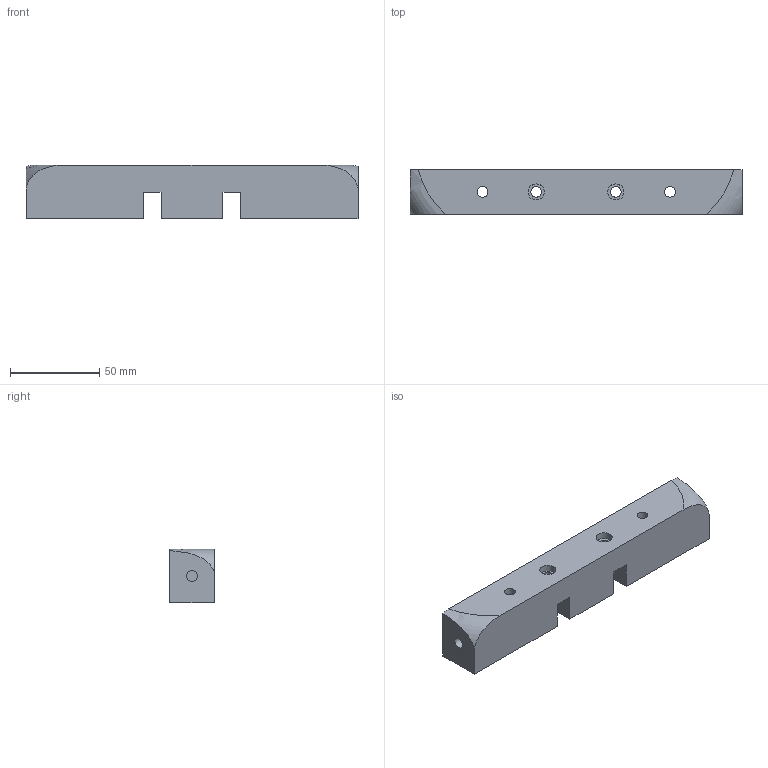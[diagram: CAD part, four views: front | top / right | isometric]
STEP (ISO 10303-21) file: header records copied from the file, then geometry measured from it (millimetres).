
FILE_DESCRIPTION(/* description */ (''),/* implementation_level */ '2;1');
FILE_NAME(/* name */ 'd2afa06f-5805-4914-a14c-457b42cc82b9.stp',/* time_stamp */ '2019-03-12T20:59:14+01:00',/* author */ (''),/* organization */ (''),/* preprocessor_version */ 'ST-DEVELOPER v17.2',/* originating_system */ 'Autodesk Translation Framework v7.6.0.251',/* authorisation */ '');
FILE_SCHEMA (('AUTOMOTIVE_DESIGN { 1 0 10303 214 3 1 1 }'));
Length unit declared in the file: millimetre
Products named in the file (1): FrontLower
Bounding box: 186 x 25 x 30 mm (x, y, z)
Volume: 82409.4 mm3; surface area: 27249.3 mm2
Topology: 1 solids, 1 shells, 50 faces, 140 edges, 96 vertices
Faces by surface type: plane 38, cylinder 10, torus 2
Full cylindrical faces by diameter (mm): 6 x8, 9 x2
Entity records: 1776 total; most frequent: CARTESIAN_POINT 385, ORIENTED_EDGE 280, DIRECTION 266, EDGE_CURVE 140, LINE 104, VECTOR 104, VERTEX_POINT 96, AXIS2_PLACEMENT_3D 81
